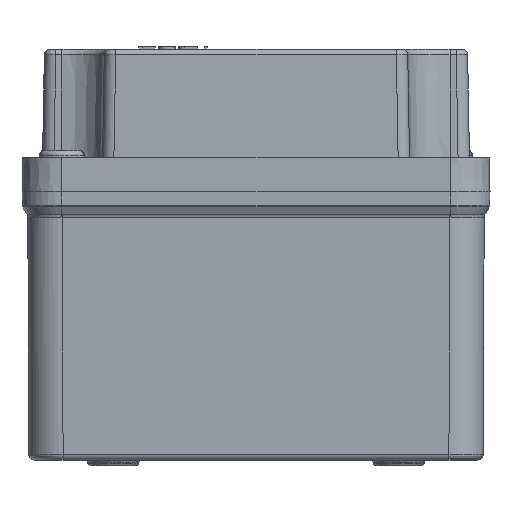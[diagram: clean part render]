
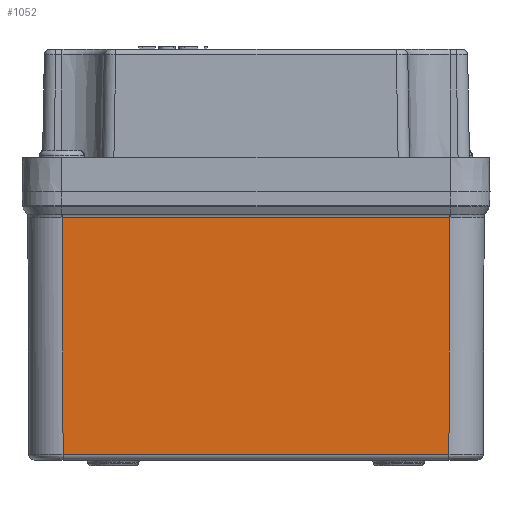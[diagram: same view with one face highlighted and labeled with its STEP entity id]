
A CAD part, left-side view. The second image highlights one B-rep face of the part: STEP entity #1052.
In plain terms, the highlighted planar face has unit normal (-1, 0, -0.004).
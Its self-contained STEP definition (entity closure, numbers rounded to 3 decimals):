
#386=PLANE('',#7032);
#1052=ADVANCED_FACE('',(#1482),#386,.T.);
#1482=FACE_OUTER_BOUND('',#1840,.T.);
#1840=EDGE_LOOP('',(#3955,#3956,#3957,#3958));
#2237=LINE('',#11110,#2751);
#2242=LINE('',#11148,#2756);
#2271=LINE('',#11230,#2785);
#2272=LINE('',#11231,#2786);
#2751=VECTOR('',#8210,1.);
#2756=VECTOR('',#8239,1.);
#2785=VECTOR('',#8336,1.);
#2786=VECTOR('',#8337,1.);
#3955=ORIENTED_EDGE('',*,*,#5975,.T.);
#3956=ORIENTED_EDGE('',*,*,#5912,.T.);
#3957=ORIENTED_EDGE('',*,*,#5976,.T.);
#3958=ORIENTED_EDGE('',*,*,#5927,.T.);
#5021=VERTEX_POINT('',#11073);
#5026=VERTEX_POINT('',#11111);
#5038=VERTEX_POINT('',#11147);
#5039=VERTEX_POINT('',#11149);
#5912=EDGE_CURVE('',#5026,#5021,#2237,.T.);
#5927=EDGE_CURVE('',#5039,#5038,#2242,.T.);
#5975=EDGE_CURVE('',#5038,#5026,#2271,.T.);
#5976=EDGE_CURVE('',#5021,#5039,#2272,.T.);
#7032=AXIS2_PLACEMENT_3D('',#11232,#8338,#8339);
#8210=DIRECTION('',(0.,1.,0.));
#8239=DIRECTION('',(0.,-1.,0.));
#8336=DIRECTION('',(-0.004,-0.004,1.));
#8337=DIRECTION('',(0.004,-0.004,-1.));
#8338=DIRECTION('',(-1.,0.,-0.004));
#8339=DIRECTION('',(0.004,0.,-1.));
#11073=CARTESIAN_POINT('',(-39.98,33.989,-4.511));
#11110=CARTESIAN_POINT('',(-39.98,33.982,-4.511));
#11111=CARTESIAN_POINT('',(-39.98,-33.989,-4.511));
#11147=CARTESIAN_POINT('',(-39.799,-33.799,-46.004));
#11148=CARTESIAN_POINT('',(-39.799,-33.795,-46.004));
#11149=CARTESIAN_POINT('',(-39.799,33.799,-46.004));
#11230=CARTESIAN_POINT('',(-39.999,-33.999,-0.148));
#11231=CARTESIAN_POINT('',(-39.999,33.999,-0.148));
#11232=CARTESIAN_POINT('',(-40.,0.,0.));
